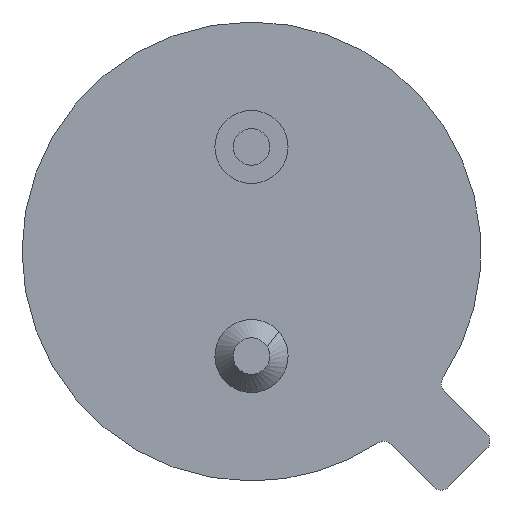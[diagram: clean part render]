
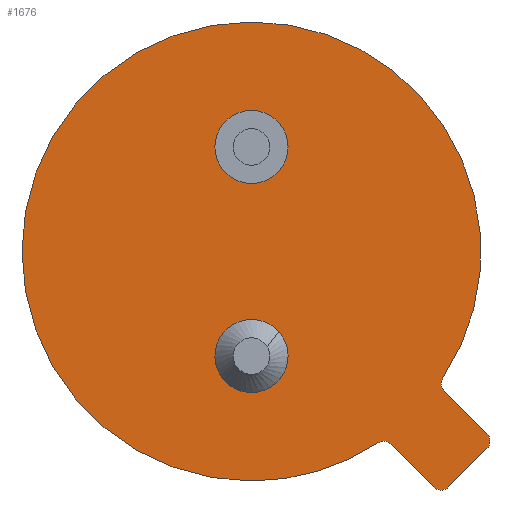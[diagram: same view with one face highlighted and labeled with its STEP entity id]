
A CAD part, front view. The second image highlights one B-rep face of the part: STEP entity #1676.
In plain terms, the highlighted planar face has unit normal (0, -1, 0).
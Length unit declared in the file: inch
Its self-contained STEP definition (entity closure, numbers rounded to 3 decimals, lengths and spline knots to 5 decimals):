
#15 = EDGE_LOOP ( 'NONE', ( #742, #1443 ) ) ;
#19 = ORIENTED_EDGE ( 'NONE', *, *, #598, .F. ) ;
#38 = AXIS2_PLACEMENT_3D ( 'NONE', #296, #1221, #680 ) ;
#43 = VECTOR ( 'NONE', #1551, 39.37008 ) ;
#56 = CARTESIAN_POINT ( 'NONE',  ( 0.06677, 0., -0.09222 ) ) ;
#62 = AXIS2_PLACEMENT_3D ( 'NONE', #65, #1469, #448 ) ;
#65 = CARTESIAN_POINT ( 'NONE',  ( 0.10908, 0., -0.0907 ) ) ;
#69 = EDGE_CURVE ( 'NONE', #1033, #236, #1426, .T. ) ;
#70 = DIRECTION ( 'NONE',  ( 0., 1., 0. ) ) ;
#71 = CIRCLE ( 'NONE', #62, 0.005 ) ;
#80 = EDGE_CURVE ( 'NONE', #780, #1205, #1039, .T. ) ;
#85 = CARTESIAN_POINT ( 'NONE',  ( 0.06048, 0., -0.09158 ) ) ;
#90 = AXIS2_PLACEMENT_3D ( 'NONE', #1120, #92, #214 ) ;
#92 = DIRECTION ( 'NONE',  ( 0., -1., 0. ) ) ;
#103 = VECTOR ( 'NONE', #1484, 39.37008 ) ;
#120 = EDGE_LOOP ( 'NONE', ( #1543, #404, #555, #1219, #19, #428, #890, #1565, #1051, #1696 ) ) ;
#121 = VERTEX_POINT ( 'NONE', #1486 ) ;
#124 = VERTEX_POINT ( 'NONE', #853 ) ;
#131 = FACE_BOUND ( 'NONE', #15, .T. ) ;
#136 = DIRECTION ( 'NONE',  ( -0.707, 0., -0.707 ) ) ;
#161 = PLANE ( 'NONE',  #976 ) ;
#206 = DIRECTION ( 'NONE',  ( 0., 0., -1. ) ) ;
#212 = VERTEX_POINT ( 'NONE', #932 ) ;
#214 = DIRECTION ( 'NONE',  ( 0., 0., -1. ) ) ;
#216 = ORIENTED_EDGE ( 'NONE', *, *, #796, .F. ) ;
#234 = CARTESIAN_POINT ( 'NONE',  ( 0.06383, 0., -0.08928 ) ) ;
#236 = VERTEX_POINT ( 'NONE', #809 ) ;
#263 = DIRECTION ( 'NONE',  ( 0., 0., -1. ) ) ;
#283 = VERTEX_POINT ( 'NONE', #554 ) ;
#296 = CARTESIAN_POINT ( 'NONE',  ( 0., 0., 0. ) ) ;
#298 = CIRCLE ( 'NONE', #1003, 0.0175 ) ;
#306 = CIRCLE ( 'NONE', #518, 0.005 ) ;
#343 = DIRECTION ( 'NONE',  ( 0., 0., -1. ) ) ;
#348 = EDGE_CURVE ( 'NONE', #124, #212, #915, .T. ) ;
#361 = VERTEX_POINT ( 'NONE', #716 ) ;
#375 = AXIS2_PLACEMENT_3D ( 'NONE', #1609, #702, #1231 ) ;
#389 = FACE_BOUND ( 'NONE', #1282, .T. ) ;
#404 = ORIENTED_EDGE ( 'NONE', *, *, #1504, .T. ) ;
#419 = DIRECTION ( 'NONE',  ( 0., 0., -1. ) ) ;
#428 = ORIENTED_EDGE ( 'NONE', *, *, #1277, .T. ) ;
#448 = DIRECTION ( 'NONE',  ( 0., 0., -1. ) ) ;
#478 = CARTESIAN_POINT ( 'NONE',  ( 0., 0., 0.10975 ) ) ;
#479 = LINE ( 'NONE', #234, #43 ) ;
#503 = DIRECTION ( 'NONE',  ( 0., 1., 0. ) ) ;
#518 = AXIS2_PLACEMENT_3D ( 'NONE', #607, #503, #206 ) ;
#522 = CARTESIAN_POINT ( 'NONE',  ( 0., 0., -0.05 ) ) ;
#536 = DIRECTION ( 'NONE',  ( 0., -1., 0. ) ) ;
#538 = LINE ( 'NONE', #1639, #103 ) ;
#554 = CARTESIAN_POINT ( 'NONE',  ( 0.09222, 0., -0.06677 ) ) ;
#555 = ORIENTED_EDGE ( 'NONE', *, *, #1326, .F. ) ;
#561 = AXIS2_PLACEMENT_3D ( 'NONE', #993, #70, #343 ) ;
#598 = EDGE_CURVE ( 'NONE', #283, #1255, #538, .T. ) ;
#607 = CARTESIAN_POINT ( 'NONE',  ( 0.06323, 0., -0.09576 ) ) ;
#618 = DIRECTION ( 'NONE',  ( 0., -1., 0. ) ) ;
#631 = AXIS2_PLACEMENT_3D ( 'NONE', #1302, #1046, #1690 ) ;
#639 = DIRECTION ( 'NONE',  ( 0., -1., 0. ) ) ;
#641 = FACE_OUTER_BOUND ( 'NONE', #120, .T. ) ;
#675 = CARTESIAN_POINT ( 'NONE',  ( 0., 0., -0.05 ) ) ;
#676 = LINE ( 'NONE', #783, #1410 ) ;
#680 = DIRECTION ( 'NONE',  ( 0., 0., -1. ) ) ;
#695 = CIRCLE ( 'NONE', #1090, 0.10975 ) ;
#702 = DIRECTION ( 'NONE',  ( 0., -1., 0. ) ) ;
#716 = CARTESIAN_POINT ( 'NONE',  ( 0.08716, 0., -0.11262 ) ) ;
#725 = CARTESIAN_POINT ( 'NONE',  ( 0.11262, 0., -0.08716 ) ) ;
#742 = ORIENTED_EDGE ( 'NONE', *, *, #770, .F. ) ;
#770 = EDGE_CURVE ( 'NONE', #212, #124, #298, .T. ) ;
#780 = VERTEX_POINT ( 'NONE', #1024 ) ;
#783 = CARTESIAN_POINT ( 'NONE',  ( 0.11615, 0., -0.0907 ) ) ;
#786 = DIRECTION ( 'NONE',  ( 0., 0., -1. ) ) ;
#796 = EDGE_CURVE ( 'NONE', #236, #1033, #830, .T. ) ;
#809 = CARTESIAN_POINT ( 'NONE',  ( 0.01308, 0., -0.03838 ) ) ;
#813 = EDGE_CURVE ( 'NONE', #1260, #780, #1407, .T. ) ;
#830 = CIRCLE ( 'NONE', #1494, 0.0175 ) ;
#853 = CARTESIAN_POINT ( 'NONE',  ( 0., 0., 0.0325 ) ) ;
#863 = VERTEX_POINT ( 'NONE', #894 ) ;
#890 = ORIENTED_EDGE ( 'NONE', *, *, #1513, .T. ) ;
#894 = CARTESIAN_POINT ( 'NONE',  ( 0.09158, 0., -0.06048 ) ) ;
#915 = CIRCLE ( 'NONE', #375, 0.0175 ) ;
#932 = CARTESIAN_POINT ( 'NONE',  ( 0., 0., 0.0675 ) ) ;
#976 = AXIS2_PLACEMENT_3D ( 'NONE', #1188, #536, #786 ) ;
#993 = CARTESIAN_POINT ( 'NONE',  ( 0.09576, 0., -0.06323 ) ) ;
#1003 = AXIS2_PLACEMENT_3D ( 'NONE', #1429, #1297, #263 ) ;
#1011 = EDGE_CURVE ( 'NONE', #121, #1255, #71, .T. ) ;
#1024 = CARTESIAN_POINT ( 'NONE',  ( 0., 0., -0.10975 ) ) ;
#1033 = VERTEX_POINT ( 'NONE', #1605 ) ;
#1039 = CIRCLE ( 'NONE', #38, 0.10975 ) ;
#1046 = DIRECTION ( 'NONE',  ( 0., -1., 0. ) ) ;
#1051 = ORIENTED_EDGE ( 'NONE', *, *, #80, .T. ) ;
#1068 = VERTEX_POINT ( 'NONE', #56 ) ;
#1079 = DIRECTION ( 'NONE',  ( 0., -1., 0. ) ) ;
#1090 = AXIS2_PLACEMENT_3D ( 'NONE', #1274, #618, #1140 ) ;
#1104 = ORIENTED_EDGE ( 'NONE', *, *, #69, .F. ) ;
#1113 = CARTESIAN_POINT ( 'NONE',  ( 0.09423, 0., -0.11262 ) ) ;
#1120 = CARTESIAN_POINT ( 'NONE',  ( 0.0907, 0., -0.10908 ) ) ;
#1140 = DIRECTION ( 'NONE',  ( 0., 0., -1. ) ) ;
#1176 = VERTEX_POINT ( 'NONE', #1113 ) ;
#1188 = CARTESIAN_POINT ( 'NONE',  ( 0.10975, 0., 0. ) ) ;
#1205 = VERTEX_POINT ( 'NONE', #85 ) ;
#1219 = ORIENTED_EDGE ( 'NONE', *, *, #1011, .T. ) ;
#1221 = DIRECTION ( 'NONE',  ( 0., -1., 0. ) ) ;
#1229 = AXIS2_PLACEMENT_3D ( 'NONE', #675, #1079, #419 ) ;
#1231 = DIRECTION ( 'NONE',  ( 0., 0., -1. ) ) ;
#1255 = VERTEX_POINT ( 'NONE', #725 ) ;
#1260 = VERTEX_POINT ( 'NONE', #478 ) ;
#1274 = CARTESIAN_POINT ( 'NONE',  ( 0., 0., 0. ) ) ;
#1277 = EDGE_CURVE ( 'NONE', #283, #863, #1313, .T. ) ;
#1282 = EDGE_LOOP ( 'NONE', ( #216, #1104 ) ) ;
#1297 = DIRECTION ( 'NONE',  ( 0., -1., 0. ) ) ;
#1302 = CARTESIAN_POINT ( 'NONE',  ( 0., 0., 0. ) ) ;
#1313 = CIRCLE ( 'NONE', #561, 0.005 ) ;
#1326 = EDGE_CURVE ( 'NONE', #121, #1176, #676, .T. ) ;
#1389 = CIRCLE ( 'NONE', #90, 0.005 ) ;
#1407 = CIRCLE ( 'NONE', #631, 0.10975 ) ;
#1410 = VECTOR ( 'NONE', #136, 39.37008 ) ;
#1426 = CIRCLE ( 'NONE', #1229, 0.0175 ) ;
#1429 = CARTESIAN_POINT ( 'NONE',  ( 0., 0., 0.05 ) ) ;
#1443 = ORIENTED_EDGE ( 'NONE', *, *, #348, .F. ) ;
#1469 = DIRECTION ( 'NONE',  ( 0., -1., 0. ) ) ;
#1484 = DIRECTION ( 'NONE',  ( 0.707, 0., -0.707 ) ) ;
#1486 = CARTESIAN_POINT ( 'NONE',  ( 0.11262, 0., -0.09423 ) ) ;
#1492 = EDGE_CURVE ( 'NONE', #1205, #1068, #306, .T. ) ;
#1494 = AXIS2_PLACEMENT_3D ( 'NONE', #522, #639, #1542 ) ;
#1504 = EDGE_CURVE ( 'NONE', #361, #1176, #1389, .T. ) ;
#1513 = EDGE_CURVE ( 'NONE', #863, #1260, #695, .T. ) ;
#1542 = DIRECTION ( 'NONE',  ( 0., 0., -1. ) ) ;
#1543 = ORIENTED_EDGE ( 'NONE', *, *, #1571, .T. ) ;
#1551 = DIRECTION ( 'NONE',  ( 0.707, 0., -0.707 ) ) ;
#1565 = ORIENTED_EDGE ( 'NONE', *, *, #813, .T. ) ;
#1571 = EDGE_CURVE ( 'NONE', #1068, #361, #479, .T. ) ;
#1605 = CARTESIAN_POINT ( 'NONE',  ( -0.01308, 0., -0.06162 ) ) ;
#1609 = CARTESIAN_POINT ( 'NONE',  ( 0., 0., 0.05 ) ) ;
#1639 = CARTESIAN_POINT ( 'NONE',  ( 0.08928, 0., -0.06383 ) ) ;
#1676 = ADVANCED_FACE ( 'NONE', ( #389, #641, #131 ), #161, .T. ) ;
#1690 = DIRECTION ( 'NONE',  ( 0., 0., -1. ) ) ;
#1696 = ORIENTED_EDGE ( 'NONE', *, *, #1492, .T. ) ;
